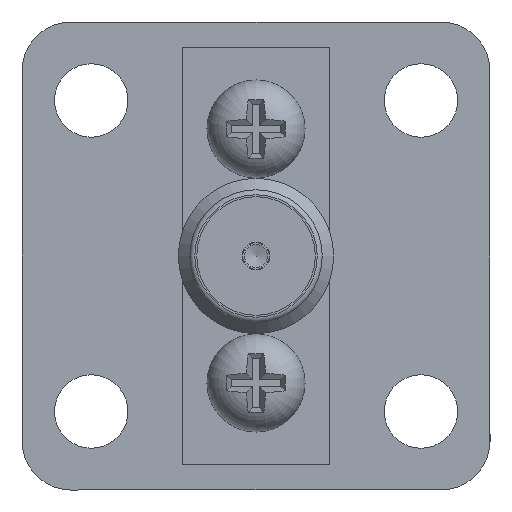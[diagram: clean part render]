
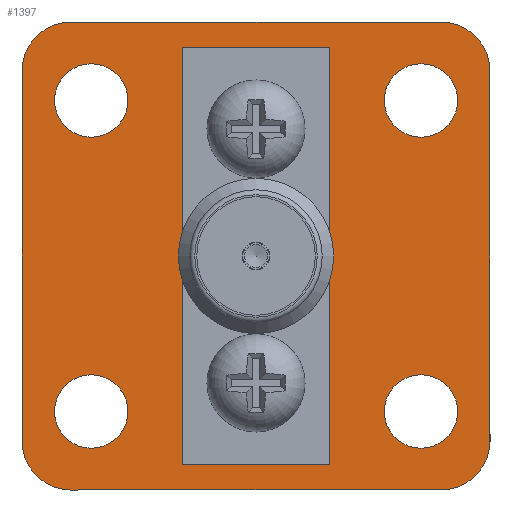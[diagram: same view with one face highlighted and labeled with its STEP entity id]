
A CAD part, left-side view. The second image highlights one B-rep face of the part: STEP entity #1397.
In plain terms, the highlighted planar face has unit normal (-1, 0, 0).
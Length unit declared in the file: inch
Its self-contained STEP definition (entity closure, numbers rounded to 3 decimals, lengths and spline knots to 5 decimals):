
#28 = DIRECTION ( 'NONE',  ( 0., 0., -1. ) ) ;
#36 = FACE_BOUND ( 'NONE', #1260, .T. ) ;
#44 = EDGE_CURVE ( 'NONE', #527, #527, #581, .T. ) ;
#57 = AXIS2_PLACEMENT_3D ( 'NONE', #551, #2005, #776 ) ;
#70 = ORIENTED_EDGE ( 'NONE', *, *, #2099, .F. ) ;
#109 = FACE_BOUND ( 'NONE', #2256, .T. ) ;
#162 = VERTEX_POINT ( 'NONE', #595 ) ;
#165 = VERTEX_POINT ( 'NONE', #1333 ) ;
#179 = FACE_BOUND ( 'NONE', #1966, .T. ) ;
#193 = EDGE_CURVE ( 'NONE', #1025, #1025, #874, .T. ) ;
#201 = CARTESIAN_POINT ( 'NONE',  ( -0.1181, -0.29737, 0.29737 ) ) ;
#242 = CIRCLE ( 'NONE', #2325, 0.07874 ) ;
#245 = EDGE_CURVE ( 'NONE', #2622, #2622, #295, .T. ) ;
#295 = CIRCLE ( 'NONE', #2561, 0.05903 ) ;
#304 = DIRECTION ( 'NONE',  ( 1., 0., 0. ) ) ;
#329 = DIRECTION ( 'NONE',  ( 0., 0., -1. ) ) ;
#351 = ORIENTED_EDGE ( 'NONE', *, *, #582, .F. ) ;
#357 = ORIENTED_EDGE ( 'NONE', *, *, #1307, .F. ) ;
#406 = DIRECTION ( 'NONE',  ( 0., 0., -1. ) ) ;
#408 = VERTEX_POINT ( 'NONE', #423 ) ;
#423 = CARTESIAN_POINT ( 'NONE',  ( -0.1181, 0.29737, 0.37611 ) ) ;
#431 = CARTESIAN_POINT ( 'NONE',  ( -0.1181, 0.37611, -0.29737 ) ) ;
#451 = CARTESIAN_POINT ( 'NONE',  ( -0.1181, -0.1182, -0.33464 ) ) ;
#501 = DIRECTION ( 'NONE',  ( 1., 0., 0. ) ) ;
#527 = VERTEX_POINT ( 'NONE', #567 ) ;
#528 = CIRCLE ( 'NONE', #1029, 0.07874 ) ;
#529 = VERTEX_POINT ( 'NONE', #568 ) ;
#551 = CARTESIAN_POINT ( 'NONE',  ( -0.1181, -0.29737, -0.29737 ) ) ;
#567 = CARTESIAN_POINT ( 'NONE',  ( -0.1181, 0.26485, 0.19096 ) ) ;
#568 = CARTESIAN_POINT ( 'NONE',  ( -0.1181, -0.29737, -0.37611 ) ) ;
#573 = VERTEX_POINT ( 'NONE', #451 ) ;
#581 = CIRCLE ( 'NONE', #598, 0.05903 ) ;
#582 = EDGE_CURVE ( 'NONE', #2251, #573, #2338, .T. ) ;
#595 = CARTESIAN_POINT ( 'NONE',  ( -0.1181, 0.37611, 0.29737 ) ) ;
#598 = AXIS2_PLACEMENT_3D ( 'NONE', #940, #1149, #1992 ) ;
#601 = FACE_BOUND ( 'NONE', #2284, .T. ) ;
#618 = DIRECTION ( 'NONE',  ( 0., 1., 0. ) ) ;
#721 = DIRECTION ( 'NONE',  ( 1., 0., 0. ) ) ;
#726 = EDGE_LOOP ( 'NONE', ( #1617, #357, #1414, #2348, #70, #2464, #2046, #2363 ) ) ;
#727 = DIRECTION ( 'NONE',  ( 0., -1., 0. ) ) ;
#748 = ORIENTED_EDGE ( 'NONE', *, *, #2651, .F. ) ;
#776 = DIRECTION ( 'NONE',  ( 0., 0., -1. ) ) ;
#787 = VERTEX_POINT ( 'NONE', #1637 ) ;
#804 = LINE ( 'NONE', #2163, #1280 ) ;
#808 = EDGE_CURVE ( 'NONE', #165, #2001, #2034, .T. ) ;
#874 = CIRCLE ( 'NONE', #1430, 0.05903 ) ;
#891 = CARTESIAN_POINT ( 'NONE',  ( -0.1181, -0.1182, -0.33464 ) ) ;
#902 = CARTESIAN_POINT ( 'NONE',  ( -0.1181, -0.37611, 0.29737 ) ) ;
#933 = DIRECTION ( 'NONE',  ( 0., 1., 0. ) ) ;
#940 = CARTESIAN_POINT ( 'NONE',  ( -0.1181, 0.26485, 0.24998 ) ) ;
#963 = VECTOR ( 'NONE', #2172, 39.37008 ) ;
#978 = ORIENTED_EDGE ( 'NONE', *, *, #1631, .T. ) ;
#988 = AXIS2_PLACEMENT_3D ( 'NONE', #2528, #1282, #28 ) ;
#1025 = VERTEX_POINT ( 'NONE', #2443 ) ;
#1029 = AXIS2_PLACEMENT_3D ( 'NONE', #1752, #501, #1952 ) ;
#1149 = DIRECTION ( 'NONE',  ( 1., 0., 0. ) ) ;
#1151 = FACE_OUTER_BOUND ( 'NONE', #726, .T. ) ;
#1162 = VERTEX_POINT ( 'NONE', #431 ) ;
#1169 = AXIS2_PLACEMENT_3D ( 'NONE', #1743, #721, #2155 ) ;
#1214 = VECTOR ( 'NONE', #2519, 39.37008 ) ;
#1228 = CARTESIAN_POINT ( 'NONE',  ( -0.1181, -0.26513, -0.24998 ) ) ;
#1229 = ORIENTED_EDGE ( 'NONE', *, *, #2312, .F. ) ;
#1260 = EDGE_LOOP ( 'NONE', ( #1900 ) ) ;
#1268 = CARTESIAN_POINT ( 'NONE',  ( -0.1181, 0.29737, -0.37611 ) ) ;
#1279 = LINE ( 'NONE', #1783, #2378 ) ;
#1280 = VECTOR ( 'NONE', #2370, 39.37008 ) ;
#1282 = DIRECTION ( 'NONE',  ( 1., 0., 0. ) ) ;
#1307 = EDGE_CURVE ( 'NONE', #1162, #162, #804, .T. ) ;
#1308 = EDGE_CURVE ( 'NONE', #162, #408, #242, .T. ) ;
#1333 = CARTESIAN_POINT ( 'NONE',  ( -0.1181, -0.29737, 0.37611 ) ) ;
#1352 = CARTESIAN_POINT ( 'NONE',  ( -0.1181, -0.37611, -0.29737 ) ) ;
#1397 = ADVANCED_FACE ( 'NONE', ( #1151, #601, #36, #109, #179, #1632 ), #1948, .F. ) ;
#1401 = EDGE_CURVE ( 'NONE', #2395, #1162, #528, .T. ) ;
#1414 = ORIENTED_EDGE ( 'NONE', *, *, #1401, .F. ) ;
#1423 = DIRECTION ( 'NONE',  ( 0., 0., -1. ) ) ;
#1425 = EDGE_CURVE ( 'NONE', #408, #165, #2116, .T. ) ;
#1430 = AXIS2_PLACEMENT_3D ( 'NONE', #1228, #2680, #1423 ) ;
#1442 = EDGE_CURVE ( 'NONE', #573, #787, #1503, .T. ) ;
#1444 = EDGE_CURVE ( 'NONE', #529, #2395, #1996, .T. ) ;
#1497 = CARTESIAN_POINT ( 'NONE',  ( -0.1181, 0.1182, 0.33464 ) ) ;
#1503 = LINE ( 'NONE', #1962, #963 ) ;
#1538 = ORIENTED_EDGE ( 'NONE', *, *, #245, .T. ) ;
#1541 = CARTESIAN_POINT ( 'NONE',  ( -0.1181, 0.29737, 0.29737 ) ) ;
#1545 = CARTESIAN_POINT ( 'NONE',  ( -0.1181, -0.29737, -0.37611 ) ) ;
#1570 = VECTOR ( 'NONE', #618, 39.37008 ) ;
#1617 = ORIENTED_EDGE ( 'NONE', *, *, #1308, .F. ) ;
#1631 = EDGE_CURVE ( 'NONE', #1800, #1800, #2448, .T. ) ;
#1632 = FACE_BOUND ( 'NONE', #1837, .T. ) ;
#1637 = CARTESIAN_POINT ( 'NONE',  ( -0.1181, -0.1182, 0.33464 ) ) ;
#1649 = DIRECTION ( 'NONE',  ( 1., 0., 0. ) ) ;
#1684 = VERTEX_POINT ( 'NONE', #1497 ) ;
#1743 = CARTESIAN_POINT ( 'NONE',  ( -0.1181, 0.29737, 0.29737 ) ) ;
#1752 = CARTESIAN_POINT ( 'NONE',  ( -0.1181, 0.29737, -0.29737 ) ) ;
#1758 = DIRECTION ( 'NONE',  ( 0., 0., -1. ) ) ;
#1761 = LINE ( 'NONE', #2340, #1214 ) ;
#1783 = CARTESIAN_POINT ( 'NONE',  ( -0.1181, 0.1182, 0.33464 ) ) ;
#1787 = DIRECTION ( 'NONE',  ( 1., 0., 0. ) ) ;
#1800 = VERTEX_POINT ( 'NONE', #1977 ) ;
#1808 = ORIENTED_EDGE ( 'NONE', *, *, #1442, .F. ) ;
#1837 = EDGE_LOOP ( 'NONE', ( #1229, #1808, #351, #748 ) ) ;
#1850 = VECTOR ( 'NONE', #2335, 39.37008 ) ;
#1862 = CARTESIAN_POINT ( 'NONE',  ( -0.1181, -0.26513, 0.24998 ) ) ;
#1879 = EDGE_CURVE ( 'NONE', #2001, #2630, #1761, .T. ) ;
#1900 = ORIENTED_EDGE ( 'NONE', *, *, #193, .T. ) ;
#1942 = DIRECTION ( 'NONE',  ( 0., 0., -1. ) ) ;
#1948 = PLANE ( 'NONE',  #1169 ) ;
#1952 = DIRECTION ( 'NONE',  ( 0., 0., -1. ) ) ;
#1962 = CARTESIAN_POINT ( 'NONE',  ( -0.1181, -0.1182, 0.33464 ) ) ;
#1966 = EDGE_LOOP ( 'NONE', ( #1538 ) ) ;
#1977 = CARTESIAN_POINT ( 'NONE',  ( -0.1181, 0.26485, -0.30901 ) ) ;
#1984 = CIRCLE ( 'NONE', #57, 0.07874 ) ;
#1992 = DIRECTION ( 'NONE',  ( 0., 0., -1. ) ) ;
#1996 = LINE ( 'NONE', #1545, #2479 ) ;
#2001 = VERTEX_POINT ( 'NONE', #902 ) ;
#2005 = DIRECTION ( 'NONE',  ( 1., 0., 0. ) ) ;
#2034 = CIRCLE ( 'NONE', #2049, 0.07874 ) ;
#2037 = CARTESIAN_POINT ( 'NONE',  ( -0.1181, 0.1182, -0.33464 ) ) ;
#2046 = ORIENTED_EDGE ( 'NONE', *, *, #808, .F. ) ;
#2049 = AXIS2_PLACEMENT_3D ( 'NONE', #201, #1649, #406 ) ;
#2050 = VECTOR ( 'NONE', #727, 39.37008 ) ;
#2099 = EDGE_CURVE ( 'NONE', #2630, #529, #1984, .T. ) ;
#2116 = LINE ( 'NONE', #2372, #2050 ) ;
#2119 = LINE ( 'NONE', #2480, #1570 ) ;
#2155 = DIRECTION ( 'NONE',  ( 0., 0., -1. ) ) ;
#2163 = CARTESIAN_POINT ( 'NONE',  ( -0.1181, 0.37611, -0.29737 ) ) ;
#2172 = DIRECTION ( 'NONE',  ( 0., 0., 1. ) ) ;
#2251 = VERTEX_POINT ( 'NONE', #2037 ) ;
#2256 = EDGE_LOOP ( 'NONE', ( #2442 ) ) ;
#2284 = EDGE_LOOP ( 'NONE', ( #978 ) ) ;
#2312 = EDGE_CURVE ( 'NONE', #787, #1684, #2119, .T. ) ;
#2325 = AXIS2_PLACEMENT_3D ( 'NONE', #1541, #304, #1758 ) ;
#2335 = DIRECTION ( 'NONE',  ( 0., -1., 0. ) ) ;
#2338 = LINE ( 'NONE', #891, #1850 ) ;
#2340 = CARTESIAN_POINT ( 'NONE',  ( -0.1181, -0.37611, -0.29737 ) ) ;
#2348 = ORIENTED_EDGE ( 'NONE', *, *, #1444, .F. ) ;
#2363 = ORIENTED_EDGE ( 'NONE', *, *, #1425, .F. ) ;
#2370 = DIRECTION ( 'NONE',  ( 0., 0., 1. ) ) ;
#2372 = CARTESIAN_POINT ( 'NONE',  ( -0.1181, -0.29737, 0.37611 ) ) ;
#2378 = VECTOR ( 'NONE', #329, 39.37008 ) ;
#2395 = VERTEX_POINT ( 'NONE', #1268 ) ;
#2442 = ORIENTED_EDGE ( 'NONE', *, *, #44, .T. ) ;
#2443 = CARTESIAN_POINT ( 'NONE',  ( -0.1181, -0.26513, -0.30901 ) ) ;
#2448 = CIRCLE ( 'NONE', #988, 0.05903 ) ;
#2464 = ORIENTED_EDGE ( 'NONE', *, *, #1879, .F. ) ;
#2479 = VECTOR ( 'NONE', #933, 39.37008 ) ;
#2480 = CARTESIAN_POINT ( 'NONE',  ( -0.1181, -0.1182, 0.33464 ) ) ;
#2519 = DIRECTION ( 'NONE',  ( 0., 0., -1. ) ) ;
#2528 = CARTESIAN_POINT ( 'NONE',  ( -0.1181, 0.26485, -0.24998 ) ) ;
#2561 = AXIS2_PLACEMENT_3D ( 'NONE', #1862, #1787, #1942 ) ;
#2622 = VERTEX_POINT ( 'NONE', #2652 ) ;
#2630 = VERTEX_POINT ( 'NONE', #1352 ) ;
#2651 = EDGE_CURVE ( 'NONE', #1684, #2251, #1279, .T. ) ;
#2652 = CARTESIAN_POINT ( 'NONE',  ( -0.1181, -0.26513, 0.19096 ) ) ;
#2680 = DIRECTION ( 'NONE',  ( 1., 0., 0. ) ) ;
